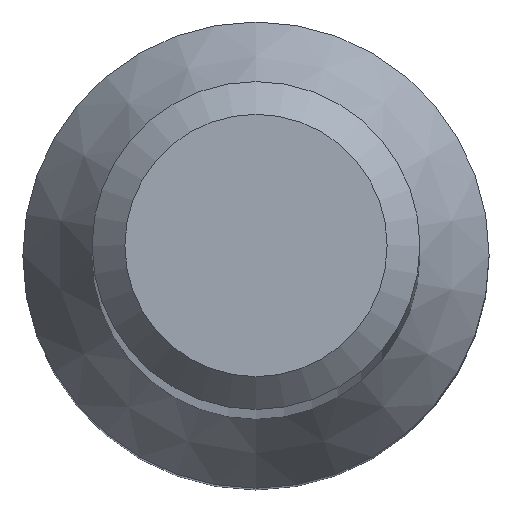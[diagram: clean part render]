
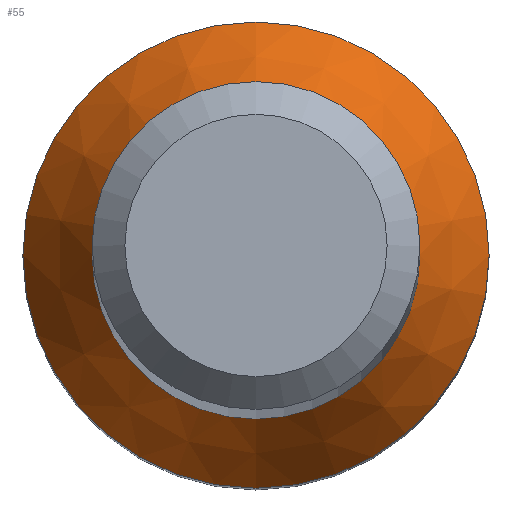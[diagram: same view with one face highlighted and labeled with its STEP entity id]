
A CAD part, top view. The second image highlights one B-rep face of the part: STEP entity #55.
In plain terms, the highlighted conical face has half-angle 30 degrees and reference radius 2.844 mm.
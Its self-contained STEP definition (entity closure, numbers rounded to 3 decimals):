
#1 = VERTEX_POINT ( 'NONE', #174 ) ;
#2 = VERTEX_POINT ( 'NONE', #122 ) ;
#6 = DIRECTION ( 'NONE',  ( 0., 0., -1. ) ) ;
#12 = AXIS2_PLACEMENT_3D ( 'NONE', #190, #17, #21 ) ;
#14 = EDGE_LOOP ( 'NONE', ( #85 ) ) ;
#17 = DIRECTION ( 'NONE',  ( 0., 0., -1. ) ) ;
#21 = DIRECTION ( 'NONE',  ( 0., 1., 0. ) ) ;
#23 = CIRCLE ( 'NONE', #12, 2.844 ) ;
#52 = DIRECTION ( 'NONE',  ( 0., 0., -1. ) ) ;
#55 = ADVANCED_FACE ( 'NONE', ( #121, #81 ), #175, .T. ) ;
#60 = AXIS2_PLACEMENT_3D ( 'NONE', #209, #52, #228 ) ;
#63 = CARTESIAN_POINT ( 'NONE',  ( 0., 0., 13.992 ) ) ;
#81 = FACE_OUTER_BOUND ( 'NONE', #14, .T. ) ;
#85 = ORIENTED_EDGE ( 'NONE', *, *, #123, .F. ) ;
#89 = EDGE_LOOP ( 'NONE', ( #147 ) ) ;
#115 = DIRECTION ( 'NONE',  ( 0., 1., 0. ) ) ;
#121 = FACE_BOUND ( 'NONE', #89, .T. ) ;
#122 = CARTESIAN_POINT ( 'NONE',  ( 0., 2., 13.992 ) ) ;
#123 = EDGE_CURVE ( 'NONE', #1, #1, #23, .T. ) ;
#147 = ORIENTED_EDGE ( 'NONE', *, *, #171, .T. ) ;
#156 = AXIS2_PLACEMENT_3D ( 'NONE', #63, #6, #115 ) ;
#171 = EDGE_CURVE ( 'NONE', #2, #2, #218, .T. ) ;
#174 = CARTESIAN_POINT ( 'NONE',  ( 0., 2.844, 12.53 ) ) ;
#175 = CONICAL_SURFACE ( 'NONE', #60, 2.844, 0.524 ) ;
#190 = CARTESIAN_POINT ( 'NONE',  ( 0., 0., 12.53 ) ) ;
#209 = CARTESIAN_POINT ( 'NONE',  ( 0., 0., 12.53 ) ) ;
#218 = CIRCLE ( 'NONE', #156, 2. ) ;
#228 = DIRECTION ( 'NONE',  ( 0., 1., 0. ) ) ;
